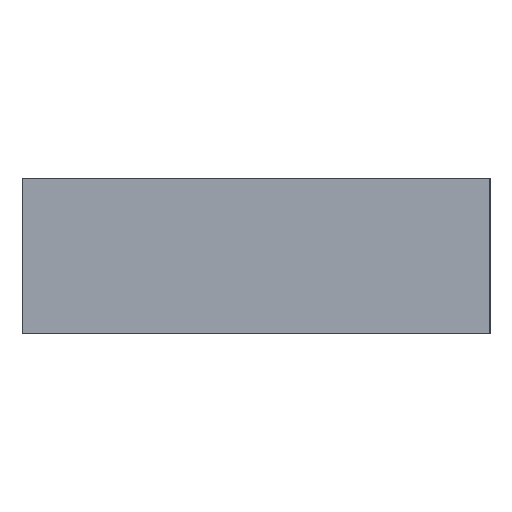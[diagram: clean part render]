
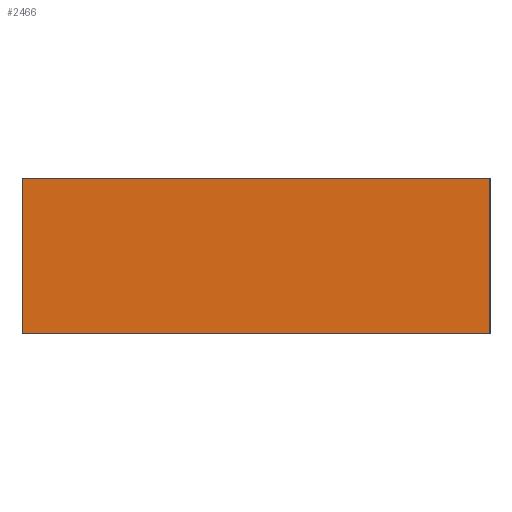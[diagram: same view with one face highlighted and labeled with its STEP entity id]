
A CAD part, left-side view. The second image highlights one B-rep face of the part: STEP entity #2466.
In plain terms, the highlighted planar face has unit normal (-1, 0, 0).
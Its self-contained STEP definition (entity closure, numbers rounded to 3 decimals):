
#28 = EDGE_CURVE ( 'NONE', #2245, #1753, #1855, .T. ) ;
#66 = CARTESIAN_POINT ( 'NONE',  ( 0., 0., 0. ) ) ;
#82 = EDGE_CURVE ( 'NONE', #1640, #2319, #539, .T. ) ;
#196 = VECTOR ( 'NONE', #1829, 1000. ) ;
#274 = DIRECTION ( 'NONE',  ( 0., -1., 0. ) ) ;
#294 = ORIENTED_EDGE ( 'NONE', *, *, #2270, .T. ) ;
#295 = CARTESIAN_POINT ( 'NONE',  ( 0., 0., 0. ) ) ;
#375 = CARTESIAN_POINT ( 'NONE',  ( 0., 0., 2. ) ) ;
#539 = LINE ( 'NONE', #2588, #1574 ) ;
#588 = ORIENTED_EDGE ( 'NONE', *, *, #82, .F. ) ;
#741 = EDGE_LOOP ( 'NONE', ( #294, #588, #1453, #2526 ) ) ;
#773 = EDGE_CURVE ( 'NONE', #2245, #1640, #2570, .T. ) ;
#1045 = CARTESIAN_POINT ( 'NONE',  ( 0., 0., 2. ) ) ;
#1047 = LINE ( 'NONE', #66, #2744 ) ;
#1059 = DIRECTION ( 'NONE',  ( 0., 0., -1. ) ) ;
#1267 = PLANE ( 'NONE',  #2049 ) ;
#1303 = DIRECTION ( 'NONE',  ( 1., 0., 0. ) ) ;
#1320 = DIRECTION ( 'NONE',  ( 0., 0., -1. ) ) ;
#1453 = ORIENTED_EDGE ( 'NONE', *, *, #773, .F. ) ;
#1456 = CARTESIAN_POINT ( 'NONE',  ( 0., 6., 0. ) ) ;
#1574 = VECTOR ( 'NONE', #2554, 1000. ) ;
#1640 = VERTEX_POINT ( 'NONE', #375 ) ;
#1718 = VECTOR ( 'NONE', #1059, 1000. ) ;
#1753 = VERTEX_POINT ( 'NONE', #1456 ) ;
#1793 = CARTESIAN_POINT ( 'NONE',  ( 0., 6., 2. ) ) ;
#1829 = DIRECTION ( 'NONE',  ( 0., -1., 0. ) ) ;
#1855 = LINE ( 'NONE', #2193, #1718 ) ;
#2049 = AXIS2_PLACEMENT_3D ( 'NONE', #1045, #1303, #1320 ) ;
#2076 = CARTESIAN_POINT ( 'NONE',  ( 0., 0., 2. ) ) ;
#2193 = CARTESIAN_POINT ( 'NONE',  ( 0., 6., 2. ) ) ;
#2245 = VERTEX_POINT ( 'NONE', #1793 ) ;
#2270 = EDGE_CURVE ( 'NONE', #1753, #2319, #1047, .T. ) ;
#2319 = VERTEX_POINT ( 'NONE', #295 ) ;
#2395 = FACE_OUTER_BOUND ( 'NONE', #741, .T. ) ;
#2466 = ADVANCED_FACE ( 'NONE', ( #2395 ), #1267, .F. ) ;
#2526 = ORIENTED_EDGE ( 'NONE', *, *, #28, .T. ) ;
#2554 = DIRECTION ( 'NONE',  ( 0., 0., -1. ) ) ;
#2570 = LINE ( 'NONE', #2076, #196 ) ;
#2588 = CARTESIAN_POINT ( 'NONE',  ( 0., 0., 2. ) ) ;
#2744 = VECTOR ( 'NONE', #274, 1000. ) ;
